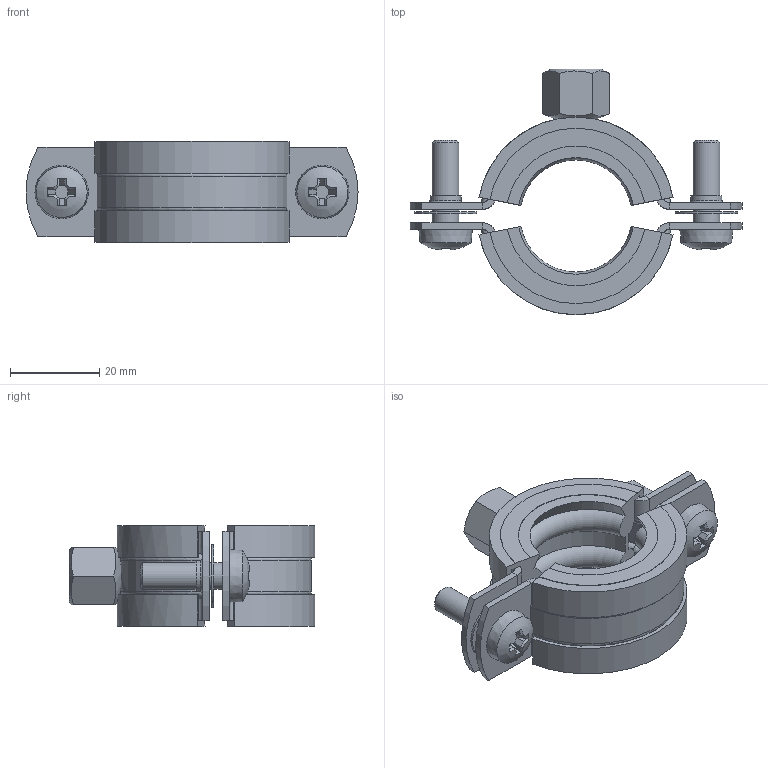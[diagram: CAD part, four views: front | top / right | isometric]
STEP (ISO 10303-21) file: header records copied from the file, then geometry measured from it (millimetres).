
FILE_DESCRIPTION((''),'2;1');
FILE_NAME('127916.stp','2010-11-23T15:44:20',('DMK009'),(''),'Autodesk Inventor 2011','Autodesk Inventor 2011','');
FILE_SCHEMA(('AUTOMOTIVE_DESIGN { 1 0 10303 214 1 1 1 1 }'));
Length unit declared in the file: millimetre
Products named in the file (1): 127916
Bounding box: 74.6 x 55.2 x 22.7 mm (x, y, z)
Volume: 20434.8 mm3; surface area: 17923.2 mm2
Topology: 1 solids, 1 shells, 253 faces, 680 edges, 434 vertices
Faces by surface type: plane 111, cylinder 72, cone 37, torus 30, sphere 3
Full cylindrical faces by diameter (mm): 5.5 x2, 6 x6, 6.5 x2, 6.647 x1, 7 x2, 14 x2
Entity records: 8161 total; most frequent: CARTESIAN_POINT 1755, DIRECTION 1374, ORIENTED_EDGE 1276, EDGE_CURVE 638, AXIS2_PLACEMENT_3D 558, VERTEX_POINT 424, EDGE_LOOP 308, CIRCLE 296
